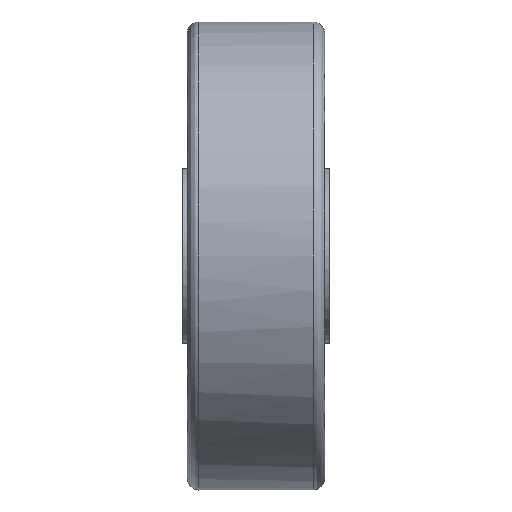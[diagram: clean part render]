
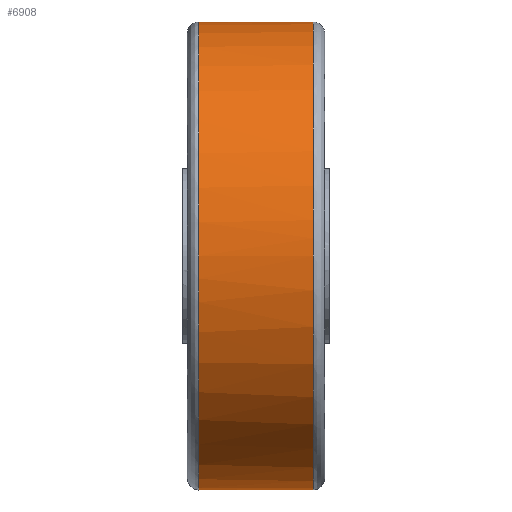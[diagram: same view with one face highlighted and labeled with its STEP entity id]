
A CAD part, front view. The second image highlights one B-rep face of the part: STEP entity #6908.
In plain terms, the highlighted free-form (B-spline) face has degree [2, 1] with [9, 2] control points.
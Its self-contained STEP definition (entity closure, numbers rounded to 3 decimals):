
#6857 = VERTEX_POINT('',#6858);
#6858 = CARTESIAN_POINT('',(25.087,0.,
    102.921));
#6864 = EDGE_CURVE('',#6857,#6865,#6867,.T.);
#6865 = VERTEX_POINT('',#6866);
#6866 = CARTESIAN_POINT('',(25.087,-102.921,
    0.));
#6867 = ( BOUNDED_CURVE() B_SPLINE_CURVE(2,(#6868,#6869,#6870),
.UNSPECIFIED.,.F.,.F.) B_SPLINE_CURVE_WITH_KNOTS((3,3),(4.712,
6.283),.PIECEWISE_BEZIER_KNOTS.) CURVE() 
GEOMETRIC_REPRESENTATION_ITEM() RATIONAL_B_SPLINE_CURVE((1.,
0.707,1.)) REPRESENTATION_ITEM('') );
#6868 = CARTESIAN_POINT('',(25.087,0.,
    102.921));
#6869 = CARTESIAN_POINT('',(25.087,-102.921,
    102.921));
#6870 = CARTESIAN_POINT('',(25.087,-102.921,
    0.));
#6872 = EDGE_CURVE('',#6865,#6857,#6873,.T.);
#6873 = ( BOUNDED_CURVE() B_SPLINE_CURVE(2,(#6874,#6875,#6876,#6877,
#6878),.UNSPECIFIED.,.F.,.F.) B_SPLINE_CURVE_WITH_KNOTS((3,2,3),(0.,
2.356,4.712),.PIECEWISE_BEZIER_KNOTS.) CURVE() 
GEOMETRIC_REPRESENTATION_ITEM() RATIONAL_B_SPLINE_CURVE((1.,
0.383,1.,0.383,1.)) REPRESENTATION_ITEM('') );
#6874 = CARTESIAN_POINT('',(25.087,-102.921,
    0.));
#6875 = CARTESIAN_POINT('',(25.087,-102.921,
    -248.474));
#6876 = CARTESIAN_POINT('',(25.087,72.776,
    -72.776));
#6877 = CARTESIAN_POINT('',(25.087,248.474,
    102.921));
#6878 = CARTESIAN_POINT('',(25.087,0.,
    102.921));
#6908 = ADVANCED_FACE('',(#6909),#6937,.T.);
#6909 = FACE_BOUND('',#6910,.T.);
#6910 = EDGE_LOOP('',(#6911,#6912,#6919,#6929,#6935,#6936));
#6911 = ORIENTED_EDGE('',*,*,#6872,.F.);
#6912 = ORIENTED_EDGE('',*,*,#6913,.T.);
#6913 = EDGE_CURVE('',#6865,#6914,#6916,.T.);
#6914 = VERTEX_POINT('',#6915);
#6915 = CARTESIAN_POINT('',(-25.087,-102.921,
    0.));
#6916 = B_SPLINE_CURVE_WITH_KNOTS('',1,(#6917,#6918),.UNSPECIFIED.,.F.,
  .F.,(2,2),(-19.5,19.5),.PIECEWISE_BEZIER_KNOTS.);
#6917 = CARTESIAN_POINT('',(25.087,-102.921,
    0.));
#6918 = CARTESIAN_POINT('',(-25.087,-102.921,
    0.));
#6919 = ORIENTED_EDGE('',*,*,#6920,.F.);
#6920 = EDGE_CURVE('',#6921,#6914,#6923,.T.);
#6921 = VERTEX_POINT('',#6922);
#6922 = CARTESIAN_POINT('',(-25.087,0.,
    102.921));
#6923 = ( BOUNDED_CURVE() B_SPLINE_CURVE(2,(#6924,#6925,#6926,#6927,
#6928),.UNSPECIFIED.,.F.,.F.) B_SPLINE_CURVE_WITH_KNOTS((3,2,3),(
    1.571,3.927,6.283),
.PIECEWISE_BEZIER_KNOTS.) CURVE() GEOMETRIC_REPRESENTATION_ITEM() 
RATIONAL_B_SPLINE_CURVE((1.,0.383,1.,0.383,1.)) 
REPRESENTATION_ITEM('') );
#6924 = CARTESIAN_POINT('',(-25.087,0.,
    102.921));
#6925 = CARTESIAN_POINT('',(-25.087,248.474,
    102.921));
#6926 = CARTESIAN_POINT('',(-25.087,72.776,
    -72.776));
#6927 = CARTESIAN_POINT('',(-25.087,-102.921,
    -248.474));
#6928 = CARTESIAN_POINT('',(-25.087,-102.921,
    0.));
#6929 = ORIENTED_EDGE('',*,*,#6930,.F.);
#6930 = EDGE_CURVE('',#6914,#6921,#6931,.T.);
#6931 = ( BOUNDED_CURVE() B_SPLINE_CURVE(2,(#6932,#6933,#6934),
.UNSPECIFIED.,.F.,.F.) B_SPLINE_CURVE_WITH_KNOTS((3,3),(0.,
1.571),.PIECEWISE_BEZIER_KNOTS.) CURVE() 
GEOMETRIC_REPRESENTATION_ITEM() RATIONAL_B_SPLINE_CURVE((1.,
0.707,1.)) REPRESENTATION_ITEM('') );
#6932 = CARTESIAN_POINT('',(-25.087,-102.921,
    0.));
#6933 = CARTESIAN_POINT('',(-25.087,-102.921,
    102.921));
#6934 = CARTESIAN_POINT('',(-25.087,0.,
    102.921));
#6935 = ORIENTED_EDGE('',*,*,#6913,.F.);
#6936 = ORIENTED_EDGE('',*,*,#6864,.F.);
#6937 = ( BOUNDED_SURFACE() B_SPLINE_SURFACE(2,1,(
    (#6938,#6939)
    ,(#6940,#6941)
    ,(#6942,#6943)
    ,(#6944,#6945)
    ,(#6946,#6947)
    ,(#6948,#6949)
    ,(#6950,#6951)
    ,(#6952,#6953)
    ,(#6954,#6955
)),.UNSPECIFIED.,.T.,.F.,.F.) B_SPLINE_SURFACE_WITH_KNOTS((3,2,2,2,3),(2
    ,2),(-3.142,-2.094,0.,2.094,3.142)
,(-19.5,19.5),.UNSPECIFIED.) GEOMETRIC_REPRESENTATION_ITEM() 
RATIONAL_B_SPLINE_SURFACE((
    (0.75,0.75)
    ,(0.75,0.75)
    ,(1.,1.)
    ,(0.5,0.5)
    ,(1.,1.)
    ,(0.5,0.5)
    ,(1.,1.)
    ,(0.75,0.75)
,(0.75,0.75))) REPRESENTATION_ITEM('') SURFACE() );
#6938 = CARTESIAN_POINT('',(-25.087,-102.921,0.));
#6939 = CARTESIAN_POINT('',(25.087,-102.921,0.));
#6940 = CARTESIAN_POINT('',(-25.087,-102.921,
    -59.422));
#6941 = CARTESIAN_POINT('',(25.087,-102.921,
    -59.422));
#6942 = CARTESIAN_POINT('',(-25.087,-51.461,
    -89.133));
#6943 = CARTESIAN_POINT('',(25.087,-51.461,
    -89.133));
#6944 = CARTESIAN_POINT('',(-25.087,102.921,
    -178.265));
#6945 = CARTESIAN_POINT('',(25.087,102.921,
    -178.265));
#6946 = CARTESIAN_POINT('',(-25.087,102.921,0.));
#6947 = CARTESIAN_POINT('',(25.087,102.921,0.));
#6948 = CARTESIAN_POINT('',(-25.087,102.921,
    178.265));
#6949 = CARTESIAN_POINT('',(25.087,102.921,
    178.265));
#6950 = CARTESIAN_POINT('',(-25.087,-51.461,
    89.133));
#6951 = CARTESIAN_POINT('',(25.087,-51.461,
    89.133));
#6952 = CARTESIAN_POINT('',(-25.087,-102.921,
    59.422));
#6953 = CARTESIAN_POINT('',(25.087,-102.921,
    59.422));
#6954 = CARTESIAN_POINT('',(-25.087,-102.921,0.));
#6955 = CARTESIAN_POINT('',(25.087,-102.921,0.));
